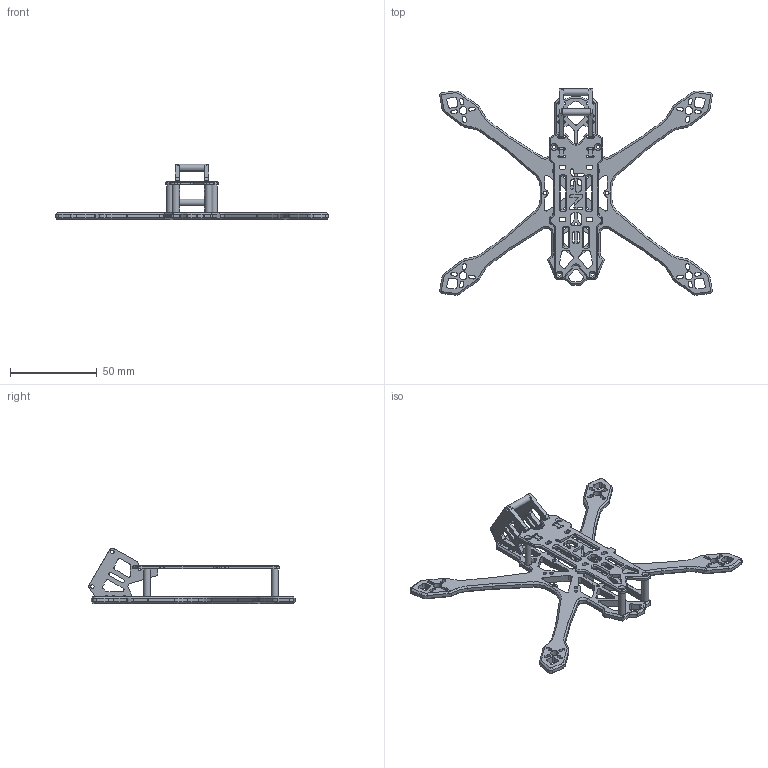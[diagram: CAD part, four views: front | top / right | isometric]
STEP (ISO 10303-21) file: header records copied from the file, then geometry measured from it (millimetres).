
FILE_DESCRIPTION(/* description */ ('','CAx-IF Rec.Pracs.---Representation and Presentation of Product Manufacturing Information (PMI)---4.0---2014-10-13'),/* implementation_level */ '2;1');
FILE_NAME(/* name */ 'JeNo 35_low profil_01.step',/* time_stamp */ '2025-03-20T20:35:07+01:00',/* author */ (''),/* organization */ (''),/* preprocessor_version */ 'ST-DEVELOPER v20',/* originating_system */ 'Autodesk Translation Framework v13.20.0.188',/* authorisation */ '');
FILE_SCHEMA (('AP242_MANAGED_MODEL_BASED_3D_ENGINEERING_MIM_LF { 1 0 10303 442 1 1 4 }'));
Length unit declared in the file: millimetre
Products named in the file (1): JeNo 3_M3_rc1
Bounding box: 157.13 x 118.94 x 31.92 mm (x, y, z)
Volume: 23427.6 mm3; surface area: 25192.9 mm2
Topology: 10 solids, 10 shells, 1168 faces, 3118 edges, 1948 vertices
Faces by surface type: plane 578, cylinder 422, cone 168
Full cylindrical faces by diameter (mm): 2 x30, 4 x6, 4.5 x4
Entity records: 36381 total; most frequent: DIRECTION 6430, CARTESIAN_POINT 6219, ORIENTED_EDGE 6196, EDGE_CURVE 3098, AXIS2_PLACEMENT_3D 2165, LINE 2100, VECTOR 2100, VERTEX_POINT 1948
